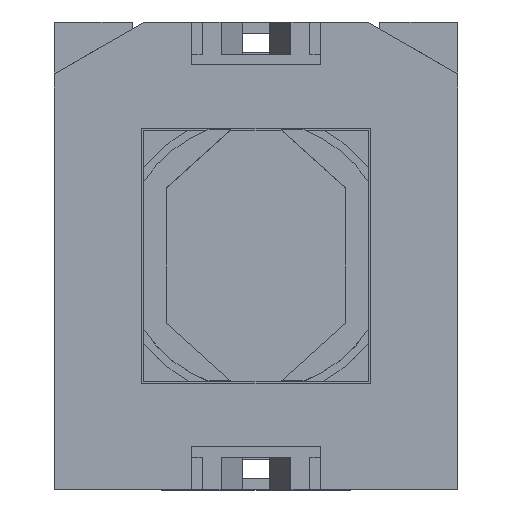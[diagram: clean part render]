
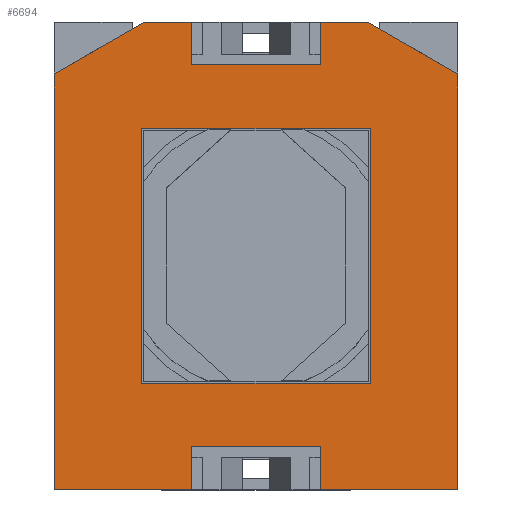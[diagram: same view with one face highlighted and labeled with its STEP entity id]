
A CAD part, top view. The second image highlights one B-rep face of the part: STEP entity #6694.
In plain terms, the highlighted planar face has unit normal (0, 0, 1).
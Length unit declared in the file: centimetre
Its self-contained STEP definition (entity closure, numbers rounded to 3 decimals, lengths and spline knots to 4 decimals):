
#259=FACE_BOUND('',#683,.T.);
#316=FACE_OUTER_BOUND('',#682,.T.);
#682=EDGE_LOOP('',(#4594,#4595,#4596,#4597,#4598,#4599,#4600,#4601,#4602,
#4603,#4604,#4605,#4606,#4607));
#683=EDGE_LOOP('',(#4608,#4609,#4610,#4611));
#1083=LINE('',#9297,#1926);
#1086=LINE('',#9303,#1929);
#1092=LINE('',#9312,#1935);
#1093=LINE('',#9315,#1936);
#1102=LINE('',#9329,#1945);
#1112=LINE('',#9350,#1955);
#1115=LINE('',#9356,#1958);
#1123=LINE('',#9369,#1966);
#1125=LINE('',#9374,#1968);
#1132=LINE('',#9385,#1975);
#1140=LINE('',#9403,#1983);
#1144=LINE('',#9411,#1987);
#1147=LINE('',#9417,#1990);
#1150=LINE('',#9422,#1993);
#1152=LINE('',#9426,#1995);
#1155=LINE('',#9431,#1998);
#1157=LINE('',#9435,#2000);
#1160=LINE('',#9440,#2003);
#1926=VECTOR('',#7557,1.);
#1929=VECTOR('',#7562,1.);
#1935=VECTOR('',#7570,1.);
#1936=VECTOR('',#7573,1.);
#1945=VECTOR('',#7582,1.);
#1955=VECTOR('',#7600,1.);
#1958=VECTOR('',#7605,1.);
#1966=VECTOR('',#7615,1.);
#1968=VECTOR('',#7621,1.);
#1975=VECTOR('',#7628,1.);
#1983=VECTOR('',#7652,1.);
#1987=VECTOR('',#7658,1.);
#1990=VECTOR('',#7663,1.);
#1993=VECTOR('',#7668,1.);
#1995=VECTOR('',#7672,1.);
#1998=VECTOR('',#7677,1.);
#2000=VECTOR('',#7681,1.);
#2003=VECTOR('',#7686,1.);
#2759=VERTEX_POINT('',#9294);
#2760=VERTEX_POINT('',#9296);
#2762=VERTEX_POINT('',#9302);
#2764=VERTEX_POINT('',#9310);
#2765=VERTEX_POINT('',#9314);
#2770=VERTEX_POINT('',#9327);
#2776=VERTEX_POINT('',#9347);
#2777=VERTEX_POINT('',#9349);
#2779=VERTEX_POINT('',#9355);
#2783=VERTEX_POINT('',#9367);
#2784=VERTEX_POINT('',#9373);
#2788=VERTEX_POINT('',#9383);
#2789=VERTEX_POINT('',#9401);
#2790=VERTEX_POINT('',#9402);
#2793=VERTEX_POINT('',#9410);
#2795=VERTEX_POINT('',#9416);
#2797=VERTEX_POINT('',#9425);
#2799=VERTEX_POINT('',#9434);
#3423=EDGE_CURVE('',#2760,#2759,#1083,.T.);
#3426=EDGE_CURVE('',#2762,#2760,#1086,.T.);
#3432=EDGE_CURVE('',#2759,#2764,#1092,.T.);
#3433=EDGE_CURVE('',#2762,#2765,#1093,.T.);
#3442=EDGE_CURVE('',#2770,#2764,#1102,.T.);
#3452=EDGE_CURVE('',#2777,#2776,#1112,.T.);
#3455=EDGE_CURVE('',#2779,#2777,#1115,.T.);
#3463=EDGE_CURVE('',#2776,#2783,#1123,.T.);
#3465=EDGE_CURVE('',#2779,#2784,#1125,.T.);
#3472=EDGE_CURVE('',#2788,#2783,#1132,.T.);
#3480=EDGE_CURVE('',#2789,#2790,#1140,.T.);
#3484=EDGE_CURVE('',#2790,#2793,#1144,.T.);
#3487=EDGE_CURVE('',#2793,#2795,#1147,.T.);
#3490=EDGE_CURVE('',#2795,#2789,#1150,.T.);
#3492=EDGE_CURVE('',#2765,#2797,#1152,.T.);
#3495=EDGE_CURVE('',#2797,#2788,#1155,.T.);
#3497=EDGE_CURVE('',#2784,#2799,#1157,.T.);
#3500=EDGE_CURVE('',#2799,#2770,#1160,.T.);
#4594=ORIENTED_EDGE('',*,*,#3432,.T.);
#4595=ORIENTED_EDGE('',*,*,#3442,.F.);
#4596=ORIENTED_EDGE('',*,*,#3500,.F.);
#4597=ORIENTED_EDGE('',*,*,#3497,.F.);
#4598=ORIENTED_EDGE('',*,*,#3465,.F.);
#4599=ORIENTED_EDGE('',*,*,#3455,.T.);
#4600=ORIENTED_EDGE('',*,*,#3452,.T.);
#4601=ORIENTED_EDGE('',*,*,#3463,.T.);
#4602=ORIENTED_EDGE('',*,*,#3472,.F.);
#4603=ORIENTED_EDGE('',*,*,#3495,.F.);
#4604=ORIENTED_EDGE('',*,*,#3492,.F.);
#4605=ORIENTED_EDGE('',*,*,#3433,.F.);
#4606=ORIENTED_EDGE('',*,*,#3426,.T.);
#4607=ORIENTED_EDGE('',*,*,#3423,.T.);
#4608=ORIENTED_EDGE('',*,*,#3480,.T.);
#4609=ORIENTED_EDGE('',*,*,#3484,.T.);
#4610=ORIENTED_EDGE('',*,*,#3487,.T.);
#4611=ORIENTED_EDGE('',*,*,#3490,.T.);
#6410=PLANE('',#7073);
#6694=ADVANCED_FACE('',(#316,#259),#6410,.T.);
#7073=AXIS2_PLACEMENT_3D('',#9442,#7688,#7689);
#7557=DIRECTION('',(1.,0.,0.));
#7562=DIRECTION('',(0.,1.,0.));
#7570=DIRECTION('',(0.,-1.,0.));
#7573=DIRECTION('',(-1.,0.,0.));
#7582=DIRECTION('',(-1.,0.,0.));
#7600=DIRECTION('',(-1.,0.,0.));
#7605=DIRECTION('',(0.,-1.,0.));
#7615=DIRECTION('',(0.,1.,0.));
#7621=DIRECTION('',(1.,0.,0.));
#7628=DIRECTION('',(1.,0.,0.));
#7652=DIRECTION('',(1.,0.,0.));
#7658=DIRECTION('',(0.,-1.,0.));
#7663=DIRECTION('',(-1.,0.,0.));
#7668=DIRECTION('',(0.,1.,0.));
#7672=DIRECTION('',(0.,1.,0.));
#7677=DIRECTION('',(0.866,0.5,0.));
#7681=DIRECTION('',(0.866,-0.5,0.));
#7686=DIRECTION('',(0.,-1.,0.));
#7688=DIRECTION('center_axis',(0.,0.,1.));
#7689=DIRECTION('ref_axis',(1.,0.,0.));
#9294=CARTESIAN_POINT('',(0.12,-0.355,0.73));
#9296=CARTESIAN_POINT('',(-0.12,-0.355,0.73));
#9297=CARTESIAN_POINT('',(0.06,-0.355,0.73));
#9302=CARTESIAN_POINT('',(-0.12,-0.435,0.73));
#9303=CARTESIAN_POINT('',(-0.12,-0.1889,0.73));
#9310=CARTESIAN_POINT('',(0.12,-0.435,0.73));
#9312=CARTESIAN_POINT('',(0.12,-0.2289,0.73));
#9314=CARTESIAN_POINT('',(-0.375,-0.435,0.73));
#9315=CARTESIAN_POINT('',(0.375,-0.435,0.73));
#9327=CARTESIAN_POINT('',(0.375,-0.435,0.73));
#9329=CARTESIAN_POINT('',(0.375,-0.435,0.73));
#9347=CARTESIAN_POINT('',(-0.12,0.355,0.73));
#9349=CARTESIAN_POINT('',(0.12,0.355,0.73));
#9350=CARTESIAN_POINT('',(-0.06,0.355,0.73));
#9355=CARTESIAN_POINT('',(0.12,0.435,0.73));
#9356=CARTESIAN_POINT('',(0.12,0.1661,0.73));
#9367=CARTESIAN_POINT('',(-0.12,0.435,0.73));
#9369=CARTESIAN_POINT('',(-0.12,0.2061,0.73));
#9373=CARTESIAN_POINT('',(0.2075,0.435,0.73));
#9374=CARTESIAN_POINT('',(-0.2075,0.435,0.73));
#9383=CARTESIAN_POINT('',(-0.2075,0.435,0.73));
#9385=CARTESIAN_POINT('',(-0.2075,0.435,0.73));
#9401=CARTESIAN_POINT('',(-0.2125,0.2375,0.73));
#9402=CARTESIAN_POINT('',(0.2125,0.2375,0.73));
#9403=CARTESIAN_POINT('',(-0.1063,0.2375,0.73));
#9410=CARTESIAN_POINT('',(0.2125,-0.2375,0.73));
#9411=CARTESIAN_POINT('',(0.2125,0.1073,0.73));
#9416=CARTESIAN_POINT('',(-0.2125,-0.2375,0.73));
#9417=CARTESIAN_POINT('',(0.1063,-0.2375,0.73));
#9422=CARTESIAN_POINT('',(-0.2125,-0.1302,0.73));
#9425=CARTESIAN_POINT('',(-0.375,0.3383,0.73));
#9426=CARTESIAN_POINT('',(-0.375,-0.435,0.73));
#9431=CARTESIAN_POINT('',(-0.375,0.3383,0.73));
#9434=CARTESIAN_POINT('',(0.375,0.3383,0.73));
#9435=CARTESIAN_POINT('',(0.2075,0.435,0.73));
#9440=CARTESIAN_POINT('',(0.375,0.3383,0.73));
#9442=CARTESIAN_POINT('Origin',(0.,-0.0229,0.73));
